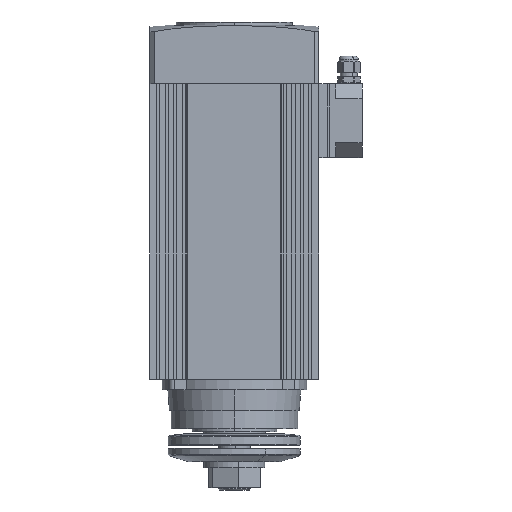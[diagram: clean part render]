
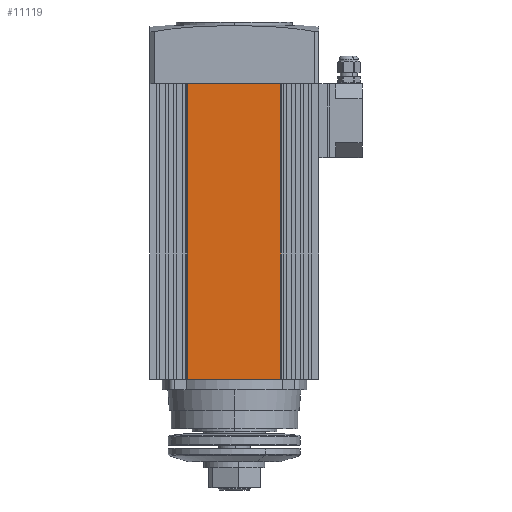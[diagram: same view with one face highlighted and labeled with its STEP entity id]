
A CAD part, left-side view. The second image highlights one B-rep face of the part: STEP entity #11119.
In plain terms, the highlighted face is planar.
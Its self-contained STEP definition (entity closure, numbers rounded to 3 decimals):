
#1103 = EDGE_CURVE ( 'NONE', #6295, #9852, #6847, .T. ) ;
#1432 = VECTOR ( 'NONE', #15857, 1000. ) ;
#4251 = DIRECTION ( 'NONE',  ( 0., -1., 0. ) ) ;
#4635 = EDGE_CURVE ( 'NONE', #16183, #9268, #16770, .T. ) ;
#4701 = LINE ( 'NONE', #8201, #11484 ) ;
#4768 = EDGE_CURVE ( 'NONE', #9268, #9852, #4701, .T. ) ;
#5691 = CARTESIAN_POINT ( 'NONE',  ( 44., 71., 280. ) ) ;
#6083 = PLANE ( 'NONE',  #20201 ) ;
#6286 = ORIENTED_EDGE ( 'NONE', *, *, #1103, .F. ) ;
#6295 = VERTEX_POINT ( 'NONE', #7006 ) ;
#6657 = EDGE_CURVE ( 'NONE', #16183, #6295, #14630, .T. ) ;
#6847 = LINE ( 'NONE', #7111, #19162 ) ;
#7006 = CARTESIAN_POINT ( 'NONE',  ( -44., 71., 280. ) ) ;
#7111 = CARTESIAN_POINT ( 'NONE',  ( -44., 71., 280. ) ) ;
#7677 = CARTESIAN_POINT ( 'NONE',  ( -44., 71., 280. ) ) ;
#8201 = CARTESIAN_POINT ( 'NONE',  ( -44., 71., 0. ) ) ;
#8261 = CARTESIAN_POINT ( 'NONE',  ( -44., 71., 280. ) ) ;
#8738 = FACE_OUTER_BOUND ( 'NONE', #14984, .T. ) ;
#8968 = ORIENTED_EDGE ( 'NONE', *, *, #6657, .F. ) ;
#9236 = DIRECTION ( 'NONE',  ( 1., 0., 0. ) ) ;
#9268 = VERTEX_POINT ( 'NONE', #9733 ) ;
#9733 = CARTESIAN_POINT ( 'NONE',  ( 44., 71., 0. ) ) ;
#9819 = DIRECTION ( 'NONE',  ( -1., 0., 0. ) ) ;
#9852 = VERTEX_POINT ( 'NONE', #14803 ) ;
#11119 = ADVANCED_FACE ( 'NONE', ( #8738 ), #6083, .F. ) ;
#11484 = VECTOR ( 'NONE', #17901, 1000. ) ;
#12697 = ORIENTED_EDGE ( 'NONE', *, *, #4635, .T. ) ;
#12809 = ORIENTED_EDGE ( 'NONE', *, *, #4768, .T. ) ;
#13403 = DIRECTION ( 'NONE',  ( 0., 0., -1. ) ) ;
#14497 = CARTESIAN_POINT ( 'NONE',  ( 44., 71., 280. ) ) ;
#14630 = LINE ( 'NONE', #8261, #15900 ) ;
#14803 = CARTESIAN_POINT ( 'NONE',  ( -44., 71., 0. ) ) ;
#14984 = EDGE_LOOP ( 'NONE', ( #12809, #6286, #8968, #12697 ) ) ;
#15857 = DIRECTION ( 'NONE',  ( 0., 0., -1. ) ) ;
#15900 = VECTOR ( 'NONE', #9819, 1000. ) ;
#16183 = VERTEX_POINT ( 'NONE', #5691 ) ;
#16770 = LINE ( 'NONE', #14497, #1432 ) ;
#17901 = DIRECTION ( 'NONE',  ( -1., 0., 0. ) ) ;
#19162 = VECTOR ( 'NONE', #13403, 1000. ) ;
#20201 = AXIS2_PLACEMENT_3D ( 'NONE', #7677, #4251, #9236 ) ;
